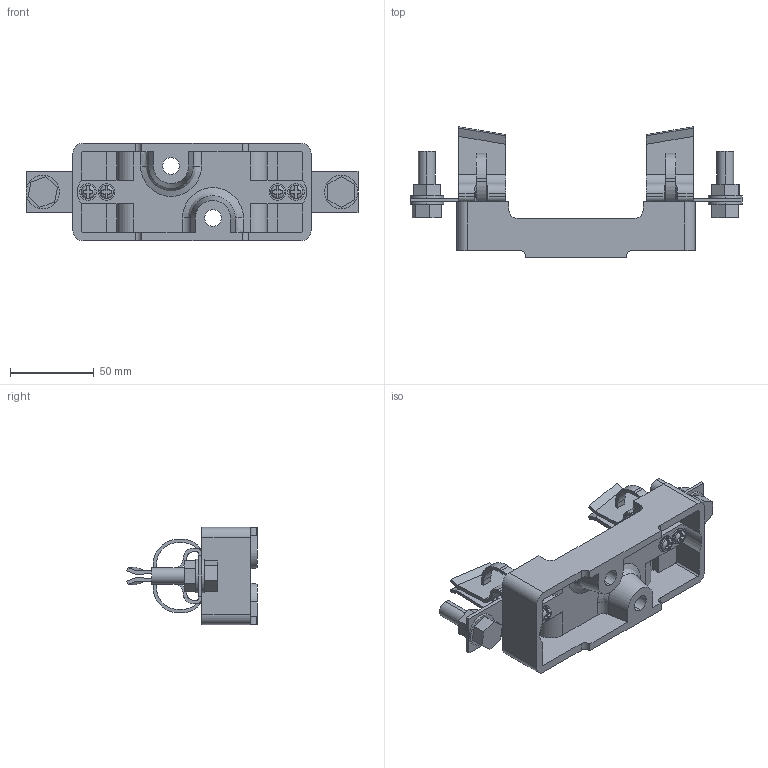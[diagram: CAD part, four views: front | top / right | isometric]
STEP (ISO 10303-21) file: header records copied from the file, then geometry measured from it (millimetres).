
FILE_DESCRIPTION (( 'STEP AP214' ), '1' );
FILE_NAME ('DPP30D-DP-250 Äåðæàòåëü ïëàâêîãî ïðåäîõðàíèòåëÿ ÄÏ-35, ãàáàðèò 1, 250À.STEP', '2018-04-27T11:00:28', ( '' ), ( '' ), 'SwSTEP 2.0', 'SolidWorks 2014', '' );
FILE_SCHEMA (( 'AUTOMOTIVE_DESIGN' ));
Length unit declared in the file: millimetre
Products named in the file (1): DPP30D-DP-250 Äåðæàòåëü ïëàâêîãî ïðåäîõðàíèòåëÿ ÄÏ-35, ãàáàðèò 1, 250À
Bounding box: 198 x 77.74 x 58 mm (x, y, z)
Volume: 130613 mm3; surface area: 64725.1 mm2
Topology: 1 solids, 3 shells, 420 faces, 1196 edges, 780 vertices
Faces by surface type: plane 262, cylinder 136, bspline 14, torus 8
Entity records: 15312 total; most frequent: CARTESIAN_POINT 4249, ORIENTED_EDGE 2392, DIRECTION 2206, EDGE_CURVE 1196, VECTOR 792, LINE 792, VERTEX_POINT 780, AXIS2_PLACEMENT_3D 707
